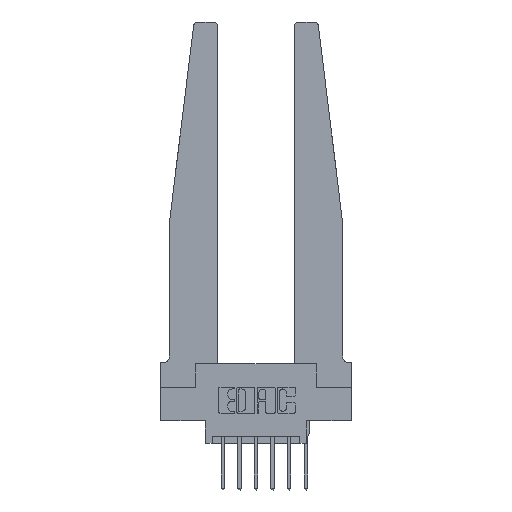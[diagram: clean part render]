
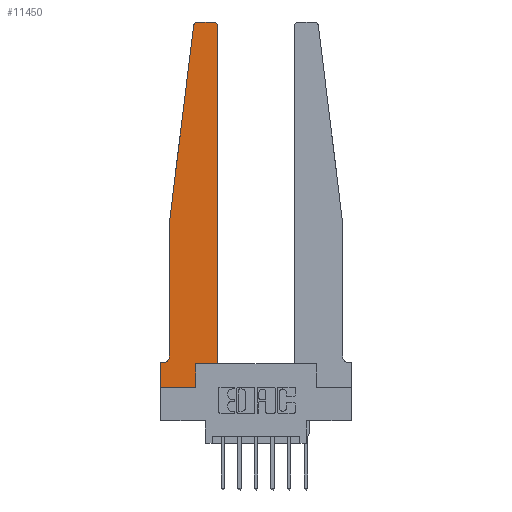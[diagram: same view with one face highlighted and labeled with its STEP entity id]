
A CAD part, top view. The second image highlights one B-rep face of the part: STEP entity #11450.
In plain terms, the highlighted planar face has unit normal (0, 0, 1).
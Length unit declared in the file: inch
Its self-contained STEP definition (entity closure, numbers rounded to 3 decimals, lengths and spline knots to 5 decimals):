
#256 = VERTEX_POINT ( 'NONE', #7475 ) ;
#311 = CARTESIAN_POINT ( 'NONE',  ( 0., 0., 0.37 ) ) ;
#398 = CARTESIAN_POINT ( 'NONE',  ( 0.395, 2.72, 0.37 ) ) ;
#476 = EDGE_CURVE ( 'NONE', #11085, #256, #5313, .T. ) ;
#523 = ORIENTED_EDGE ( 'NONE', *, *, #1039, .T. ) ;
#575 = VERTEX_POINT ( 'NONE', #1644 ) ;
#577 = LINE ( 'NONE', #12115, #8814 ) ;
#672 = EDGE_CURVE ( 'NONE', #7251, #7150, #3344, .T. ) ;
#1039 = EDGE_CURVE ( 'NONE', #256, #1961, #12291, .T. ) ;
#1077 = EDGE_CURVE ( 'NONE', #1961, #3002, #1571, .T. ) ;
#1295 = CARTESIAN_POINT ( 'NONE',  ( 0.425, 0.18, 0.37 ) ) ;
#1503 = CARTESIAN_POINT ( 'NONE',  ( 0.425, 0.18, 0.37 ) ) ;
#1571 = LINE ( 'NONE', #10084, #3140 ) ;
#1583 = VECTOR ( 'NONE', #3856, 39.37008 ) ;
#1644 = CARTESIAN_POINT ( 'NONE',  ( 0.065, 1.25, 0.37 ) ) ;
#1664 = LINE ( 'NONE', #5873, #7329 ) ;
#1723 = DIRECTION ( 'NONE',  ( 1., 0., 0. ) ) ;
#1788 = CARTESIAN_POINT ( 'NONE',  ( 0.27653, 2.72, 0.37 ) ) ;
#1838 = LINE ( 'NONE', #6066, #8483 ) ;
#1961 = VERTEX_POINT ( 'NONE', #1295 ) ;
#2154 = AXIS2_PLACEMENT_3D ( 'NONE', #3513, #6986, #1723 ) ;
#2219 = EDGE_CURVE ( 'NONE', #11697, #575, #1664, .T. ) ;
#2295 = EDGE_CURVE ( 'NONE', #7150, #11085, #11157, .T. ) ;
#2644 = DIRECTION ( 'NONE',  ( 0., -1., 0. ) ) ;
#2819 = DIRECTION ( 'NONE',  ( 1., 0., 0. ) ) ;
#2982 = EDGE_CURVE ( 'NONE', #8947, #7251, #7076, .T. ) ;
#3002 = VERTEX_POINT ( 'NONE', #9080 ) ;
#3140 = VECTOR ( 'NONE', #4826, 39.37008 ) ;
#3183 = EDGE_CURVE ( 'NONE', #3002, #11847, #12846, .T. ) ;
#3344 = LINE ( 'NONE', #4246, #9153 ) ;
#3434 = DIRECTION ( 'NONE',  ( 0., 1., 0. ) ) ;
#3513 = CARTESIAN_POINT ( 'NONE',  ( 0., 0.1875, 0.37 ) ) ;
#3856 = DIRECTION ( 'NONE',  ( -1., 0., 0. ) ) ;
#3929 = CARTESIAN_POINT ( 'NONE',  ( 0.065, 0.1875, 0.37 ) ) ;
#4028 = CARTESIAN_POINT ( 'NONE',  ( 0.015, 0.2375, 0.37 ) ) ;
#4246 = CARTESIAN_POINT ( 'NONE',  ( 0., 0., 0.37 ) ) ;
#4248 = VECTOR ( 'NONE', #3434, 39.37008 ) ;
#4686 = EDGE_CURVE ( 'NONE', #9157, #11697, #8285, .T. ) ;
#4693 = VECTOR ( 'NONE', #2819, 39.37008 ) ;
#4826 = DIRECTION ( 'NONE',  ( 0., 1., 0. ) ) ;
#5087 = ORIENTED_EDGE ( 'NONE', *, *, #476, .T. ) ;
#5111 = VECTOR ( 'NONE', #7020, 39.37008 ) ;
#5160 = CARTESIAN_POINT ( 'NONE',  ( 0.395, 2.75, 0.37 ) ) ;
#5182 = DIRECTION ( 'NONE',  ( 1., 0., 0. ) ) ;
#5313 = LINE ( 'NONE', #11742, #4248 ) ;
#5477 = VERTEX_POINT ( 'NONE', #10129 ) ;
#5835 = ORIENTED_EDGE ( 'NONE', *, *, #2295, .T. ) ;
#5873 = CARTESIAN_POINT ( 'NONE',  ( 0.065, 1.25, 0.37 ) ) ;
#6066 = CARTESIAN_POINT ( 'NONE',  ( 0.25, 2.75, 0.37 ) ) ;
#6194 = DIRECTION ( 'NONE',  ( -1., 0., 0. ) ) ;
#6397 = DIRECTION ( 'NONE',  ( 0., -1., 0. ) ) ;
#6830 = CARTESIAN_POINT ( 'NONE',  ( 0.24675, 2.72367, 0.37 ) ) ;
#6986 = DIRECTION ( 'NONE',  ( 0., 0., 1. ) ) ;
#6993 = ORIENTED_EDGE ( 'NONE', *, *, #10476, .T. ) ;
#7020 = DIRECTION ( 'NONE',  ( 1., 0., 0. ) ) ;
#7076 = LINE ( 'NONE', #3929, #1583 ) ;
#7114 = DIRECTION ( 'NONE',  ( 0., 0., -1. ) ) ;
#7150 = VERTEX_POINT ( 'NONE', #311 ) ;
#7209 = DIRECTION ( 'NONE',  ( 0., 0., 1. ) ) ;
#7251 = VERTEX_POINT ( 'NONE', #12852 ) ;
#7299 = ORIENTED_EDGE ( 'NONE', *, *, #2982, .T. ) ;
#7329 = VECTOR ( 'NONE', #13634, 39.37008 ) ;
#7475 = CARTESIAN_POINT ( 'NONE',  ( 0.2605, 0.18, 0.37 ) ) ;
#7480 = CIRCLE ( 'NONE', #10344, 0.05 ) ;
#7513 = CARTESIAN_POINT ( 'NONE',  ( 0.015, 0.1875, 0.37 ) ) ;
#7681 = ORIENTED_EDGE ( 'NONE', *, *, #3183, .T. ) ;
#7883 = PLANE ( 'NONE',  #2154 ) ;
#8182 = EDGE_LOOP ( 'NONE', ( #6993, #13368, #12532, #10406, #9251, #7299, #13255, #5835, #5087, #523, #12227, #7681 ) ) ;
#8285 = CIRCLE ( 'NONE', #8723, 0.03 ) ;
#8483 = VECTOR ( 'NONE', #9314, 39.37008 ) ;
#8723 = AXIS2_PLACEMENT_3D ( 'NONE', #1788, #7209, #5182 ) ;
#8814 = VECTOR ( 'NONE', #2644, 39.37008 ) ;
#8913 = AXIS2_PLACEMENT_3D ( 'NONE', #398, #12066, #10872 ) ;
#8947 = VERTEX_POINT ( 'NONE', #7513 ) ;
#9080 = CARTESIAN_POINT ( 'NONE',  ( 0.425, 2.72, 0.37 ) ) ;
#9121 = CARTESIAN_POINT ( 'NONE',  ( 0.27653, 2.75, 0.37 ) ) ;
#9153 = VECTOR ( 'NONE', #6397, 39.37008 ) ;
#9157 = VERTEX_POINT ( 'NONE', #9121 ) ;
#9251 = ORIENTED_EDGE ( 'NONE', *, *, #11877, .T. ) ;
#9314 = DIRECTION ( 'NONE',  ( -1., 0., 0. ) ) ;
#9422 = CARTESIAN_POINT ( 'NONE',  ( 0., 0., 0.37 ) ) ;
#10084 = CARTESIAN_POINT ( 'NONE',  ( 0.425, 0.18, 0.37 ) ) ;
#10129 = CARTESIAN_POINT ( 'NONE',  ( 0.065, 0.2375, 0.37 ) ) ;
#10344 = AXIS2_PLACEMENT_3D ( 'NONE', #4028, #7114, #6194 ) ;
#10406 = ORIENTED_EDGE ( 'NONE', *, *, #13467, .T. ) ;
#10476 = EDGE_CURVE ( 'NONE', #11847, #9157, #1838, .T. ) ;
#10872 = DIRECTION ( 'NONE',  ( 1., 0., 0. ) ) ;
#11085 = VERTEX_POINT ( 'NONE', #12946 ) ;
#11157 = LINE ( 'NONE', #9422, #5111 ) ;
#11450 = ADVANCED_FACE ( 'NONE', ( #13276 ), #7883, .T. ) ;
#11697 = VERTEX_POINT ( 'NONE', #6830 ) ;
#11742 = CARTESIAN_POINT ( 'NONE',  ( 0.2605, 0.18, 0.37 ) ) ;
#11847 = VERTEX_POINT ( 'NONE', #5160 ) ;
#11877 = EDGE_CURVE ( 'NONE', #5477, #8947, #7480, .T. ) ;
#12066 = DIRECTION ( 'NONE',  ( 0., 0., 1. ) ) ;
#12115 = CARTESIAN_POINT ( 'NONE',  ( 0.065, 1.25, 0.37 ) ) ;
#12227 = ORIENTED_EDGE ( 'NONE', *, *, #1077, .T. ) ;
#12291 = LINE ( 'NONE', #1503, #4693 ) ;
#12532 = ORIENTED_EDGE ( 'NONE', *, *, #2219, .T. ) ;
#12846 = CIRCLE ( 'NONE', #8913, 0.03 ) ;
#12852 = CARTESIAN_POINT ( 'NONE',  ( 0., 0.1875, 0.37 ) ) ;
#12946 = CARTESIAN_POINT ( 'NONE',  ( 0.2605, 0., 0.37 ) ) ;
#13255 = ORIENTED_EDGE ( 'NONE', *, *, #672, .T. ) ;
#13276 = FACE_OUTER_BOUND ( 'NONE', #8182, .T. ) ;
#13368 = ORIENTED_EDGE ( 'NONE', *, *, #4686, .T. ) ;
#13467 = EDGE_CURVE ( 'NONE', #575, #5477, #577, .T. ) ;
#13634 = DIRECTION ( 'NONE',  ( -0.122, -0.992, 0. ) ) ;
